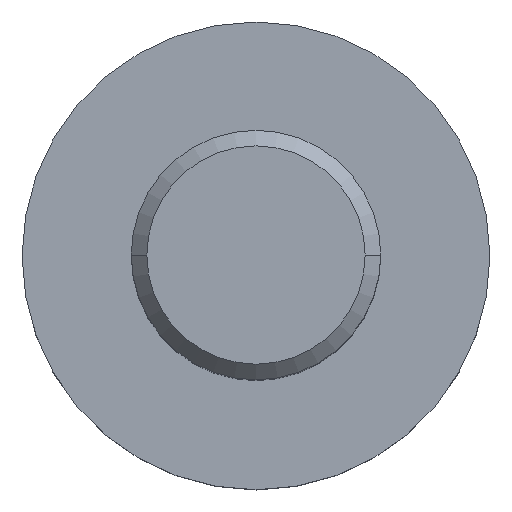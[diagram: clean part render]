
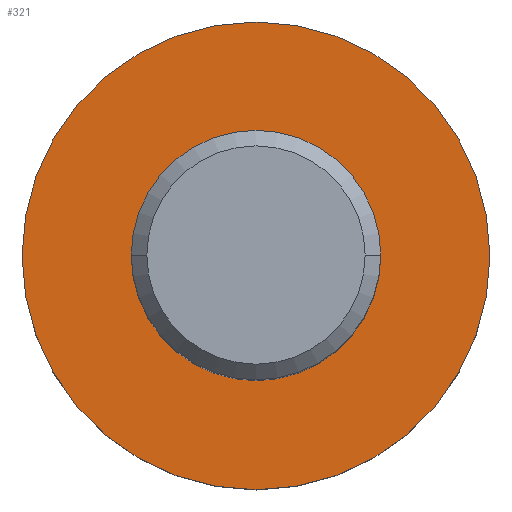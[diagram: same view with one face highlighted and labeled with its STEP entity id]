
A CAD part, top view. The second image highlights one B-rep face of the part: STEP entity #321.
In plain terms, the highlighted planar face has unit normal (0, 0, 1).
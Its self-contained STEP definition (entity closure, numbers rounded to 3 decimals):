
#1 = AXIS2_PLACEMENT_3D ( 'NONE', #355, #193, #61 ) ;
#9 = DIRECTION ( 'NONE',  ( 0., 0., -1. ) ) ;
#19 = CIRCLE ( 'NONE', #20, 7.5 ) ;
#20 = AXIS2_PLACEMENT_3D ( 'NONE', #215, #58, #364 ) ;
#29 = EDGE_CURVE ( 'NONE', #291, #87, #19, .T. ) ;
#30 = EDGE_CURVE ( 'NONE', #240, #99, #444, .T. ) ;
#38 = DIRECTION ( 'NONE',  ( -1., 0., 0. ) ) ;
#58 = DIRECTION ( 'NONE',  ( 0., 0., -1. ) ) ;
#61 = DIRECTION ( 'NONE',  ( -1., 0., 0. ) ) ;
#78 = AXIS2_PLACEMENT_3D ( 'NONE', #388, #112, #38 ) ;
#83 = CARTESIAN_POINT ( 'NONE',  ( 4., 0., 0. ) ) ;
#87 = VERTEX_POINT ( 'NONE', #373 ) ;
#91 = ORIENTED_EDGE ( 'NONE', *, *, #30, .T. ) ;
#99 = VERTEX_POINT ( 'NONE', #133 ) ;
#107 = PLANE ( 'NONE',  #173 ) ;
#112 = DIRECTION ( 'NONE',  ( 0., 0., -1. ) ) ;
#113 = AXIS2_PLACEMENT_3D ( 'NONE', #183, #9, #328 ) ;
#124 = CIRCLE ( 'NONE', #78, 7.5 ) ;
#127 = DIRECTION ( 'NONE',  ( 0., 0., -1. ) ) ;
#131 = ORIENTED_EDGE ( 'NONE', *, *, #197, .F. ) ;
#133 = CARTESIAN_POINT ( 'NONE',  ( -4., 0., 0. ) ) ;
#169 = CIRCLE ( 'NONE', #113, 4. ) ;
#173 = AXIS2_PLACEMENT_3D ( 'NONE', #253, #127, #306 ) ;
#183 = CARTESIAN_POINT ( 'NONE',  ( 0., 0., 0. ) ) ;
#193 = DIRECTION ( 'NONE',  ( 0., 0., -1. ) ) ;
#194 = EDGE_LOOP ( 'NONE', ( #208, #91 ) ) ;
#197 = EDGE_CURVE ( 'NONE', #87, #291, #124, .T. ) ;
#202 = ORIENTED_EDGE ( 'NONE', *, *, #29, .F. ) ;
#208 = ORIENTED_EDGE ( 'NONE', *, *, #322, .T. ) ;
#215 = CARTESIAN_POINT ( 'NONE',  ( 0., 0., 0. ) ) ;
#240 = VERTEX_POINT ( 'NONE', #83 ) ;
#253 = CARTESIAN_POINT ( 'NONE',  ( 0., 4., 0. ) ) ;
#291 = VERTEX_POINT ( 'NONE', #441 ) ;
#306 = DIRECTION ( 'NONE',  ( -1., 0., 0. ) ) ;
#321 = ADVANCED_FACE ( 'NONE', ( #383, #473 ), #107, .F. ) ;
#322 = EDGE_CURVE ( 'NONE', #99, #240, #169, .T. ) ;
#328 = DIRECTION ( 'NONE',  ( -1., 0., 0. ) ) ;
#355 = CARTESIAN_POINT ( 'NONE',  ( 0., 0., 0. ) ) ;
#364 = DIRECTION ( 'NONE',  ( -1., 0., 0. ) ) ;
#373 = CARTESIAN_POINT ( 'NONE',  ( 7.5, 0., 0. ) ) ;
#383 = FACE_OUTER_BOUND ( 'NONE', #436, .T. ) ;
#388 = CARTESIAN_POINT ( 'NONE',  ( 0., 0., 0. ) ) ;
#436 = EDGE_LOOP ( 'NONE', ( #202, #131 ) ) ;
#441 = CARTESIAN_POINT ( 'NONE',  ( -7.5, 0., 0. ) ) ;
#444 = CIRCLE ( 'NONE', #1, 4. ) ;
#473 = FACE_BOUND ( 'NONE', #194, .T. ) ;
